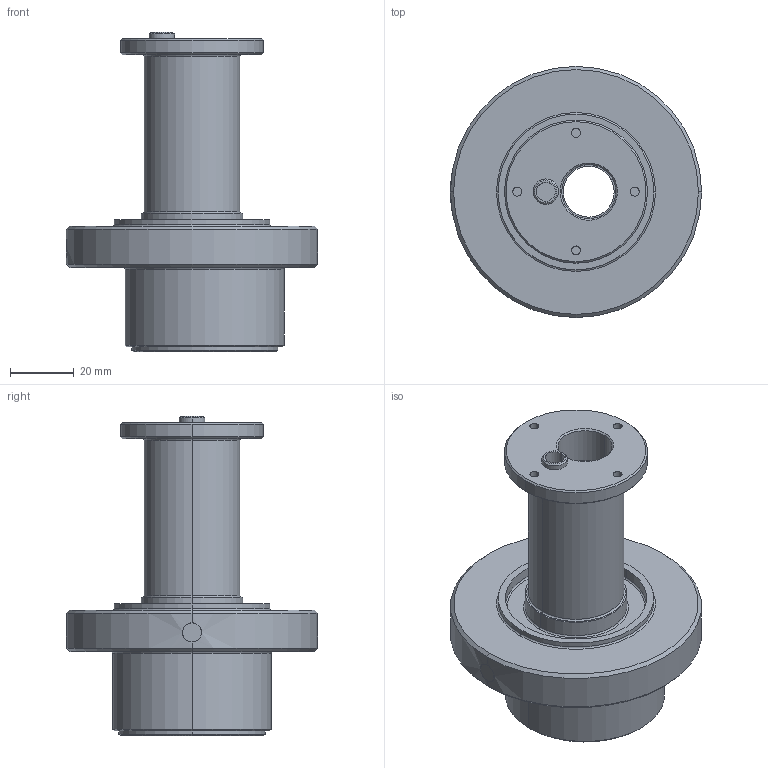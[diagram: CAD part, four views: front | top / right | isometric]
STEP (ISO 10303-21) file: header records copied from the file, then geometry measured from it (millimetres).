
FILE_DESCRIPTION(('CAx-IF Rec.Pracs.---Model Styling and Organization---1.2---2011-12-15','CAx-IF Rec.Pracs.---Geometric and Assembly Validation Properties---4.1---2014-06-16','CAx-IF Rec.Pracs.---PMI Polyline Presentation---2.0---2013-05-24'),'2;1');
FILE_NAME('2183_1302_shaft.stp','2017-05-11T01:43:50+08:00',('HyperWorksVersion-14.0.0.88'),(''),'STEP Interface 4.0 Sp3 by CT CoreTechnologie','3D_Kernel_IO4.0 Sp3 by CT CoreTechnologie','');
FILE_SCHEMA(('AUTOMOTIVE_DESIGN { 1 0 10303 214 1 1 1 1 }'));
Length unit declared in the file: millimetre
Products named in the file (1): 2183_1302_shaft
Bounding box: 79 x 79 x 100.5 mm (x, y, z)
Volume: 121658 mm3; surface area: 33372.1 mm2
Topology: 1 solids, 1 shells, 139 faces, 296 edges, 181 vertices
Faces by surface type: cylinder 72, plane 31, bspline 22, torus 14
Entity records: 8575 total; most frequent: CARTESIAN_POINT 2969, DIRECTION 702, ORIENTED_EDGE 592, AXIS2_PLACEMENT_3D 302, EDGE_CURVE 296, PROPERTY_DEFINITION 280, CIRCLE 184, VERTEX_POINT 181
